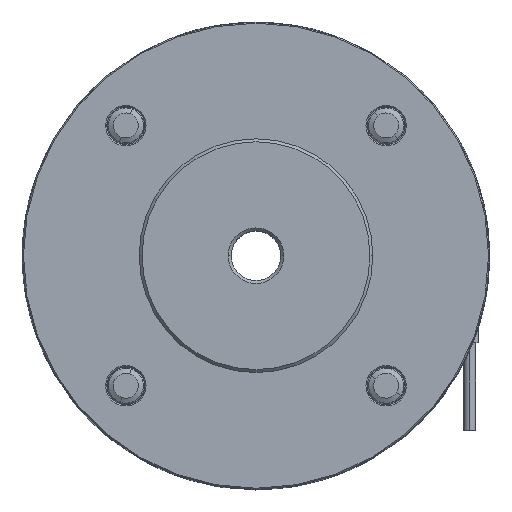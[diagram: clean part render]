
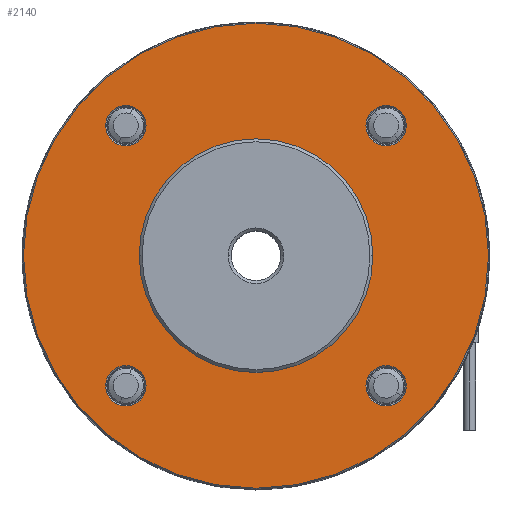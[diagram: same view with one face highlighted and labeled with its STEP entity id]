
A CAD part, top view. The second image highlights one B-rep face of the part: STEP entity #2140.
In plain terms, the highlighted face is planar.
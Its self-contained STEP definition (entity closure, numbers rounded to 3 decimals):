
#257 = DIRECTION ( 'NONE',  ( 1., 0., 0. ) ) ;
#431 = CARTESIAN_POINT ( 'NONE',  ( 25.724, 22.274, 0. ) ) ;
#741 = CARTESIAN_POINT ( 'NONE',  ( 0., 0., 0. ) ) ;
#877 = CARTESIAN_POINT ( 'NONE',  ( 0., 0., 0. ) ) ;
#1299 = CIRCLE ( 'NONE', #9074, 3.45 ) ;
#1442 = FACE_BOUND ( 'NONE', #6603, .T. ) ;
#1453 = DIRECTION ( 'NONE',  ( 0., 0., -1. ) ) ;
#1937 = AXIS2_PLACEMENT_3D ( 'NONE', #29815, #14501, #32398 ) ;
#1965 = VERTEX_POINT ( 'NONE', #25973 ) ;
#2140 = ADVANCED_FACE ( 'NONE', ( #33098, #32291, #29104, #8659, #21488, #1442 ), #27452, .F. ) ;
#2142 = CIRCLE ( 'NONE', #29090, 3.45 ) ;
#2258 = ORIENTED_EDGE ( 'NONE', *, *, #3468, .T. ) ;
#2609 = EDGE_CURVE ( 'NONE', #18948, #8172, #13450, .T. ) ;
#2668 = VERTEX_POINT ( 'NONE', #7066 ) ;
#2689 = EDGE_CURVE ( 'NONE', #8937, #4220, #8626, .T. ) ;
#2959 = DIRECTION ( 'NONE',  ( 0., 0., -1. ) ) ;
#3468 = EDGE_CURVE ( 'NONE', #22216, #1965, #26601, .T. ) ;
#3644 = ORIENTED_EDGE ( 'NONE', *, *, #13244, .T. ) ;
#3701 = CARTESIAN_POINT ( 'NONE',  ( -22.274, 22.274, 0. ) ) ;
#3812 = DIRECTION ( 'NONE',  ( 1., 0., 0. ) ) ;
#3946 = CIRCLE ( 'NONE', #19298, 39.8 ) ;
#4133 = ORIENTED_EDGE ( 'NONE', *, *, #20438, .T. ) ;
#4220 = VERTEX_POINT ( 'NONE', #20148 ) ;
#4542 = CARTESIAN_POINT ( 'NONE',  ( -22.274, -22.274, 0. ) ) ;
#4683 = CARTESIAN_POINT ( 'NONE',  ( 0., 0., 0. ) ) ;
#4735 = CARTESIAN_POINT ( 'NONE',  ( 22.274, 22.274, 0. ) ) ;
#5954 = CARTESIAN_POINT ( 'NONE',  ( 18.824, 22.274, 0. ) ) ;
#6267 = CIRCLE ( 'NONE', #13995, 20. ) ;
#6295 = DIRECTION ( 'NONE',  ( 1., 0., 0. ) ) ;
#6603 = EDGE_LOOP ( 'NONE', ( #10679, #25693 ) ) ;
#6796 = VERTEX_POINT ( 'NONE', #28171 ) ;
#6841 = DIRECTION ( 'NONE',  ( 1., 0., 0. ) ) ;
#7066 = CARTESIAN_POINT ( 'NONE',  ( -18.824, -22.274, 0. ) ) ;
#7165 = EDGE_CURVE ( 'NONE', #21190, #7781, #2142, .T. ) ;
#7211 = CIRCLE ( 'NONE', #22916, 20. ) ;
#7399 = CARTESIAN_POINT ( 'NONE',  ( 25.724, -22.274, 0. ) ) ;
#7781 = VERTEX_POINT ( 'NONE', #5954 ) ;
#7788 = EDGE_CURVE ( 'NONE', #6796, #2668, #20568, .T. ) ;
#8172 = VERTEX_POINT ( 'NONE', #18780 ) ;
#8417 = DIRECTION ( 'NONE',  ( 1., 0., 0. ) ) ;
#8626 = CIRCLE ( 'NONE', #33027, 39.8 ) ;
#8659 = FACE_BOUND ( 'NONE', #23755, .T. ) ;
#8937 = VERTEX_POINT ( 'NONE', #29963 ) ;
#9074 = AXIS2_PLACEMENT_3D ( 'NONE', #14967, #25453, #30523 ) ;
#9318 = EDGE_CURVE ( 'NONE', #1965, #22216, #11556, .T. ) ;
#9737 = DIRECTION ( 'NONE',  ( 0., 0., 1. ) ) ;
#9792 = EDGE_CURVE ( 'NONE', #17536, #24441, #7211, .T. ) ;
#10543 = AXIS2_PLACEMENT_3D ( 'NONE', #3701, #21730, #6295 ) ;
#10679 = ORIENTED_EDGE ( 'NONE', *, *, #9792, .F. ) ;
#10990 = CARTESIAN_POINT ( 'NONE',  ( -18.824, 22.274, 0. ) ) ;
#11240 = DIRECTION ( 'NONE',  ( 0., 0., 1. ) ) ;
#11318 = ORIENTED_EDGE ( 'NONE', *, *, #2689, .T. ) ;
#11427 = AXIS2_PLACEMENT_3D ( 'NONE', #19017, #9737, #26564 ) ;
#11556 = CIRCLE ( 'NONE', #21806, 3.45 ) ;
#12928 = EDGE_CURVE ( 'NONE', #8172, #18948, #18625, .T. ) ;
#13244 = EDGE_CURVE ( 'NONE', #4220, #8937, #3946, .T. ) ;
#13450 = CIRCLE ( 'NONE', #10543, 3.45 ) ;
#13995 = AXIS2_PLACEMENT_3D ( 'NONE', #877, #18785, #26502 ) ;
#14047 = CARTESIAN_POINT ( 'NONE',  ( 20., 0., 0. ) ) ;
#14049 = CARTESIAN_POINT ( 'NONE',  ( -20., 0., 0. ) ) ;
#14501 = DIRECTION ( 'NONE',  ( 0., 0., 1. ) ) ;
#14568 = DIRECTION ( 'NONE',  ( 0., 0., 1. ) ) ;
#14967 = CARTESIAN_POINT ( 'NONE',  ( 22.274, 22.274, 0. ) ) ;
#15354 = AXIS2_PLACEMENT_3D ( 'NONE', #4542, #14568, #6841 ) ;
#16197 = DIRECTION ( 'NONE',  ( -1., 0., 0. ) ) ;
#16245 = AXIS2_PLACEMENT_3D ( 'NONE', #31349, #18689, #8417 ) ;
#17134 = DIRECTION ( 'NONE',  ( 0., 0., -1. ) ) ;
#17441 = ORIENTED_EDGE ( 'NONE', *, *, #7788, .T. ) ;
#17536 = VERTEX_POINT ( 'NONE', #14047 ) ;
#18063 = CARTESIAN_POINT ( 'NONE',  ( -22.274, 22.274, 0. ) ) ;
#18625 = CIRCLE ( 'NONE', #25730, 3.45 ) ;
#18689 = DIRECTION ( 'NONE',  ( 0., 0., 1. ) ) ;
#18780 = CARTESIAN_POINT ( 'NONE',  ( -25.724, 22.274, 0. ) ) ;
#18785 = DIRECTION ( 'NONE',  ( 0., 0., -1. ) ) ;
#18948 = VERTEX_POINT ( 'NONE', #10990 ) ;
#19017 = CARTESIAN_POINT ( 'NONE',  ( 22.274, -22.274, 0. ) ) ;
#19298 = AXIS2_PLACEMENT_3D ( 'NONE', #27074, #1453, #21952 ) ;
#20148 = CARTESIAN_POINT ( 'NONE',  ( -39.8, 0., 0. ) ) ;
#20438 = EDGE_CURVE ( 'NONE', #2668, #6796, #32455, .T. ) ;
#20568 = CIRCLE ( 'NONE', #16245, 3.45 ) ;
#21190 = VERTEX_POINT ( 'NONE', #431 ) ;
#21488 = FACE_OUTER_BOUND ( 'NONE', #25862, .T. ) ;
#21730 = DIRECTION ( 'NONE',  ( 0., 0., 1. ) ) ;
#21806 = AXIS2_PLACEMENT_3D ( 'NONE', #29267, #11240, #3812 ) ;
#21952 = DIRECTION ( 'NONE',  ( 1., 0., 0. ) ) ;
#22216 = VERTEX_POINT ( 'NONE', #7399 ) ;
#22612 = DIRECTION ( 'NONE',  ( 1., 0., 0. ) ) ;
#22661 = DIRECTION ( 'NONE',  ( 1., 0., 0. ) ) ;
#22803 = EDGE_LOOP ( 'NONE', ( #24158, #2258 ) ) ;
#22916 = AXIS2_PLACEMENT_3D ( 'NONE', #741, #2959, #16197 ) ;
#22995 = DIRECTION ( 'NONE',  ( 0., 0., 1. ) ) ;
#23755 = EDGE_LOOP ( 'NONE', ( #17441, #4133 ) ) ;
#24158 = ORIENTED_EDGE ( 'NONE', *, *, #9318, .T. ) ;
#24441 = VERTEX_POINT ( 'NONE', #14049 ) ;
#24773 = EDGE_LOOP ( 'NONE', ( #29300, #27089 ) ) ;
#25453 = DIRECTION ( 'NONE',  ( 0., 0., 1. ) ) ;
#25693 = ORIENTED_EDGE ( 'NONE', *, *, #27600, .F. ) ;
#25730 = AXIS2_PLACEMENT_3D ( 'NONE', #18063, #28360, #257 ) ;
#25862 = EDGE_LOOP ( 'NONE', ( #11318, #3644 ) ) ;
#25973 = CARTESIAN_POINT ( 'NONE',  ( 18.824, -22.274, 0. ) ) ;
#26254 = ORIENTED_EDGE ( 'NONE', *, *, #12928, .T. ) ;
#26442 = EDGE_LOOP ( 'NONE', ( #26254, #31726 ) ) ;
#26502 = DIRECTION ( 'NONE',  ( -1., 0., 0. ) ) ;
#26564 = DIRECTION ( 'NONE',  ( 1., 0., 0. ) ) ;
#26601 = CIRCLE ( 'NONE', #11427, 3.45 ) ;
#27074 = CARTESIAN_POINT ( 'NONE',  ( 0., 0., 0. ) ) ;
#27089 = ORIENTED_EDGE ( 'NONE', *, *, #7165, .T. ) ;
#27452 = PLANE ( 'NONE',  #1937 ) ;
#27600 = EDGE_CURVE ( 'NONE', #24441, #17536, #6267, .T. ) ;
#28171 = CARTESIAN_POINT ( 'NONE',  ( -25.724, -22.274, 0. ) ) ;
#28360 = DIRECTION ( 'NONE',  ( 0., 0., 1. ) ) ;
#29090 = AXIS2_PLACEMENT_3D ( 'NONE', #4735, #22995, #22661 ) ;
#29104 = FACE_BOUND ( 'NONE', #24773, .T. ) ;
#29267 = CARTESIAN_POINT ( 'NONE',  ( 22.274, -22.274, 0. ) ) ;
#29300 = ORIENTED_EDGE ( 'NONE', *, *, #30069, .T. ) ;
#29815 = CARTESIAN_POINT ( 'NONE',  ( 0., 0., 0. ) ) ;
#29963 = CARTESIAN_POINT ( 'NONE',  ( 39.8, 0., 0. ) ) ;
#30069 = EDGE_CURVE ( 'NONE', #7781, #21190, #1299, .T. ) ;
#30523 = DIRECTION ( 'NONE',  ( 1., 0., 0. ) ) ;
#31349 = CARTESIAN_POINT ( 'NONE',  ( -22.274, -22.274, 0. ) ) ;
#31726 = ORIENTED_EDGE ( 'NONE', *, *, #2609, .T. ) ;
#32291 = FACE_BOUND ( 'NONE', #26442, .T. ) ;
#32398 = DIRECTION ( 'NONE',  ( 1., 0., 0. ) ) ;
#32455 = CIRCLE ( 'NONE', #15354, 3.45 ) ;
#33027 = AXIS2_PLACEMENT_3D ( 'NONE', #4683, #17134, #22612 ) ;
#33098 = FACE_BOUND ( 'NONE', #22803, .T. ) ;
